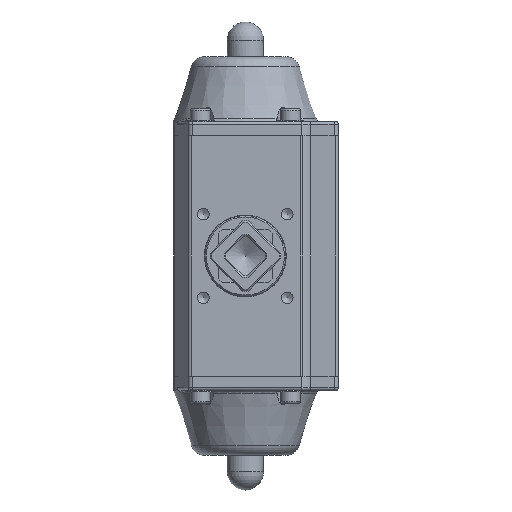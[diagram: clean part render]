
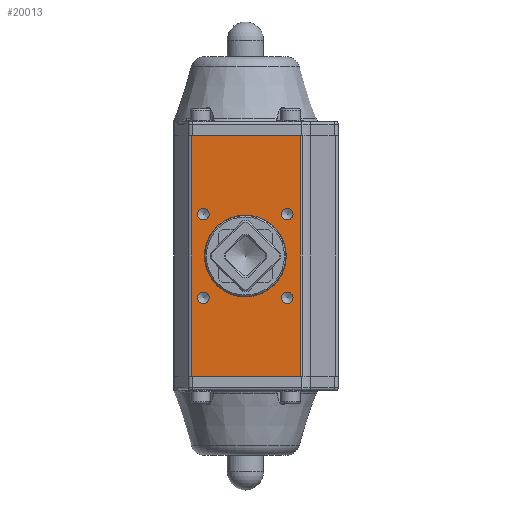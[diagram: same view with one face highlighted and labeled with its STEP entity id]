
A CAD part, front view. The second image highlights one B-rep face of the part: STEP entity #20013.
In plain terms, the highlighted planar face has unit normal (0, -1, 0).
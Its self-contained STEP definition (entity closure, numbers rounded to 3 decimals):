
#1239=FACE_BOUND('',#6837,.T.);
#1240=FACE_BOUND('',#6838,.T.);
#1241=FACE_BOUND('',#6839,.T.);
#1242=FACE_BOUND('',#6840,.T.);
#1243=FACE_BOUND('',#6841,.T.);
#1466=LINE('',#29256,#2774);
#1476=LINE('',#29294,#2784);
#1514=LINE('',#30047,#2822);
#1522=LINE('',#30081,#2830);
#2524=LINE('',#39162,#3832);
#2525=LINE('',#39164,#3833);
#2774=VECTOR('',#23225,38.464);
#2784=VECTOR('',#23277,0.406);
#2822=VECTOR('',#23529,38.464);
#2830=VECTOR('',#23577,0.406);
#3832=VECTOR('',#27343,85.25);
#3833=VECTOR('',#27346,85.25);
#4329=PLANE('',#22073);
#5456=FACE_OUTER_BOUND('',#6836,.T.);
#6836=EDGE_LOOP('',(#17314,#17315,#17316,#17317,#17318,#17319));
#6837=EDGE_LOOP('',(#17320));
#6838=EDGE_LOOP('',(#17321));
#6839=EDGE_LOOP('',(#17322));
#6840=EDGE_LOOP('',(#17323));
#6841=EDGE_LOOP('',(#17324));
#7873=CIRCLE('',#22004,2.067);
#7875=CIRCLE('',#22008,2.067);
#7877=CIRCLE('',#22012,2.067);
#7879=CIRCLE('',#22016,2.067);
#7885=CIRCLE('',#22026,14.5);
#8217=VERTEX_POINT('',#28534);
#8258=VERTEX_POINT('',#28872);
#8291=VERTEX_POINT('',#29292);
#8298=VERTEX_POINT('',#29314);
#8341=VERTEX_POINT('',#29655);
#8372=VERTEX_POINT('',#30080);
#9547=VERTEX_POINT('',#38419);
#9549=VERTEX_POINT('',#38425);
#9551=VERTEX_POINT('',#38431);
#9553=VERTEX_POINT('',#38437);
#9564=VERTEX_POINT('',#39094);
#10128=EDGE_CURVE('',#8217,#8258,#1466,.T.);
#10147=EDGE_CURVE('',#8258,#8291,#1476,.T.);
#10269=EDGE_CURVE('',#8341,#8298,#1514,.T.);
#10285=EDGE_CURVE('',#8372,#8341,#1522,.T.);
#12142=EDGE_CURVE('',#9547,#9547,#7873,.T.);
#12144=EDGE_CURVE('',#9549,#9549,#7875,.T.);
#12146=EDGE_CURVE('',#9551,#9551,#7877,.T.);
#12148=EDGE_CURVE('',#9553,#9553,#7879,.T.);
#12169=EDGE_CURVE('',#9564,#9564,#7885,.T.);
#12192=EDGE_CURVE('',#8217,#8298,#2524,.T.);
#12193=EDGE_CURVE('',#8372,#8291,#2525,.T.);
#17314=ORIENTED_EDGE('',*,*,#10285,.T.);
#17315=ORIENTED_EDGE('',*,*,#10269,.T.);
#17316=ORIENTED_EDGE('',*,*,#12192,.F.);
#17317=ORIENTED_EDGE('',*,*,#10128,.T.);
#17318=ORIENTED_EDGE('',*,*,#10147,.T.);
#17319=ORIENTED_EDGE('',*,*,#12193,.F.);
#17320=ORIENTED_EDGE('',*,*,#12142,.T.);
#17321=ORIENTED_EDGE('',*,*,#12144,.T.);
#17322=ORIENTED_EDGE('',*,*,#12146,.T.);
#17323=ORIENTED_EDGE('',*,*,#12148,.T.);
#17324=ORIENTED_EDGE('',*,*,#12169,.T.);
#20013=ADVANCED_FACE('',(#5456,#1239,#1240,#1241,#1242,#1243),#4329,.T.);
#22004=AXIS2_PLACEMENT_3D('',#38420,#27194,#27195);
#22008=AXIS2_PLACEMENT_3D('',#38426,#27202,#27203);
#22012=AXIS2_PLACEMENT_3D('',#38432,#27210,#27211);
#22016=AXIS2_PLACEMENT_3D('',#38438,#27218,#27219);
#22026=AXIS2_PLACEMENT_3D('',#39095,#27242,#27243);
#22073=AXIS2_PLACEMENT_3D('',#39163,#27344,#27345);
#23225=DIRECTION('',(-1.,0.,0.));
#23277=DIRECTION('',(-1.,0.,0.));
#23529=DIRECTION('',(1.,0.,0.));
#23577=DIRECTION('',(1.,0.,0.));
#27194=DIRECTION('center_axis',(0.,1.,0.));
#27195=DIRECTION('ref_axis',(1.,0.,0.));
#27202=DIRECTION('center_axis',(0.,1.,0.));
#27203=DIRECTION('ref_axis',(1.,0.,0.));
#27210=DIRECTION('center_axis',(0.,1.,0.));
#27211=DIRECTION('ref_axis',(1.,0.,0.));
#27218=DIRECTION('center_axis',(0.,1.,0.));
#27219=DIRECTION('ref_axis',(1.,0.,0.));
#27242=DIRECTION('center_axis',(0.,1.,0.));
#27243=DIRECTION('ref_axis',(1.,0.,0.));
#27343=DIRECTION('',(0.,0.,-1.));
#27344=DIRECTION('center_axis',(0.,-1.,0.));
#27345=DIRECTION('ref_axis',(0.,0.,-1.));
#27346=DIRECTION('',(0.,0.,1.));
#28534=CARTESIAN_POINT('',(19.683,-29.,42.625));
#28872=CARTESIAN_POINT('',(-18.781,-29.,42.625));
#29256=CARTESIAN_POINT('',(11.875,-29.,42.625));
#29292=CARTESIAN_POINT('',(-19.187,-29.,42.625));
#29294=CARTESIAN_POINT('',(11.875,-29.,42.625));
#29314=CARTESIAN_POINT('',(19.683,-29.,-42.625));
#29655=CARTESIAN_POINT('',(-18.781,-29.,-42.625));
#30047=CARTESIAN_POINT('',(11.875,-29.,-42.625));
#30080=CARTESIAN_POINT('',(-19.187,-29.,-42.625));
#30081=CARTESIAN_POINT('',(11.875,-29.,-42.625));
#38419=CARTESIAN_POINT('',(-12.782,-29.,-14.849));
#38420=CARTESIAN_POINT('Origin',(-14.849,-29.,-14.849));
#38425=CARTESIAN_POINT('',(16.916,-29.,-14.849));
#38426=CARTESIAN_POINT('Origin',(14.849,-29.,-14.849));
#38431=CARTESIAN_POINT('',(16.916,-29.,14.849));
#38432=CARTESIAN_POINT('Origin',(14.849,-29.,14.849));
#38437=CARTESIAN_POINT('',(-12.782,-29.,14.849));
#38438=CARTESIAN_POINT('Origin',(-14.849,-29.,14.849));
#39094=CARTESIAN_POINT('',(-14.5,-29.,0.));
#39095=CARTESIAN_POINT('Origin',(0.,-29.,0.));
#39162=CARTESIAN_POINT('',(19.683,-29.,0.));
#39163=CARTESIAN_POINT('Origin',(20.,-29.,0.));
#39164=CARTESIAN_POINT('',(-19.187,-29.,0.));
